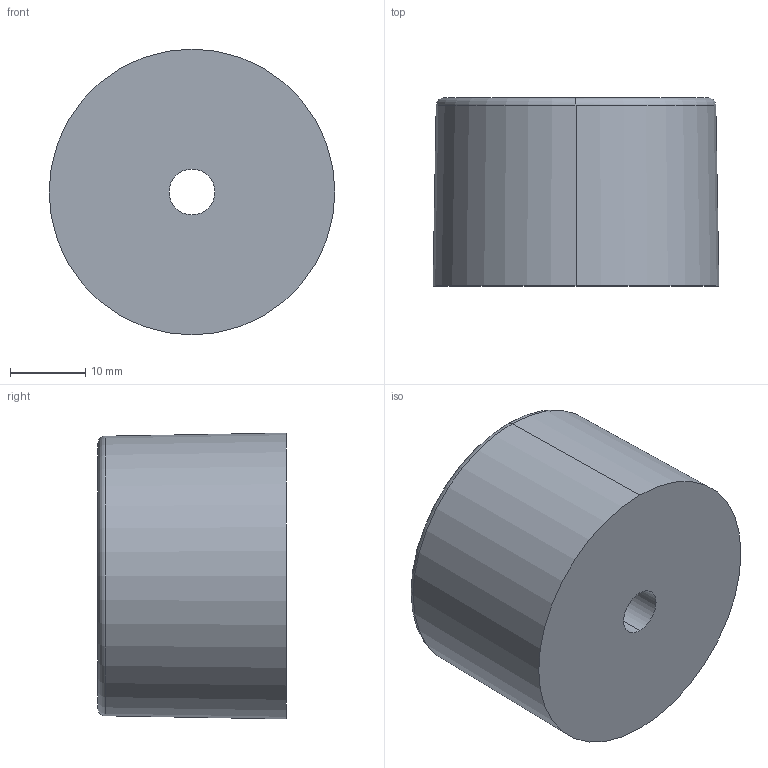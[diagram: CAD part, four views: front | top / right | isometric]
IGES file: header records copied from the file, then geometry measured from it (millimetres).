
Start section: SolidWorks IGES file using analytic representation for surfaces
Global section: file name: 4911.IGS; native system: SolidWorks 2011; preprocessor: SolidWorks 2011; author: martinb; date: 110401.112800; units: millimetre
Bounding box: 38 x 25 x 38 mm (x, y, z)
Volume: 25727.4 mm3; surface area: 5739.4 mm2
Topology: 1 solids, 1 shells, 13 faces, 26 edges, 16 vertices
Faces by surface type: revolution 10, plane 3
